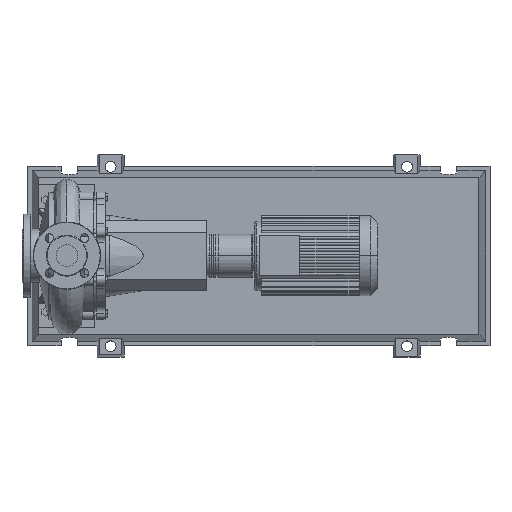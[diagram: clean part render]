
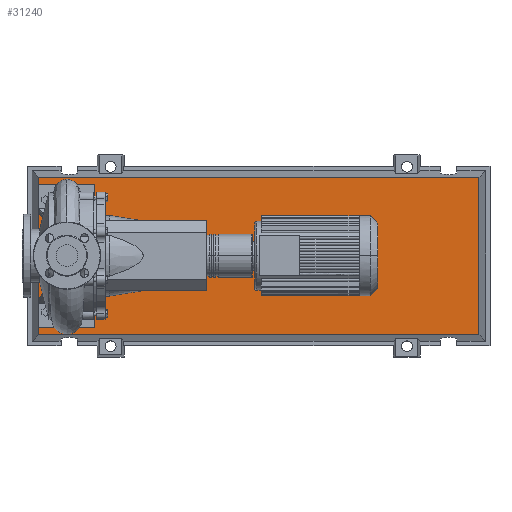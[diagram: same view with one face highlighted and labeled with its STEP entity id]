
A CAD part, top view. The second image highlights one B-rep face of the part: STEP entity #31240.
In plain terms, the highlighted planar face has unit normal (0, 0, 1).
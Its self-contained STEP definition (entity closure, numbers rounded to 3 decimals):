
#30921=CARTESIAN_POINT('',(917.971,-175.471,103.0));
#30922=VERTEX_POINT('',#30921);
#30929=CARTESIAN_POINT('',(-62.971,-175.471,103.0));
#30930=VERTEX_POINT('',#30929);
#30931=CARTESIAN_POINT('',(917.971,-175.471,103.0));
#30932=DIRECTION('',(-1.0,0.0,0.0));
#30933=VECTOR('',#30932,980.941);
#30934=LINE('',#30931,#30933);
#30935=EDGE_CURVE('',#30922,#30930,#30934,.T.);
#31153=CARTESIAN_POINT('',(917.971,175.471,103.0));
#31154=VERTEX_POINT('',#31153);
#31155=CARTESIAN_POINT('',(917.971,175.471,103.0));
#31156=DIRECTION('',(0.0,-1.0,0.0));
#31157=VECTOR('',#31156,350.941);
#31158=LINE('',#31155,#31157);
#31159=EDGE_CURVE('',#31154,#30922,#31158,.T.);
#31177=CARTESIAN_POINT('',(-62.971,175.471,103.0));
#31178=VERTEX_POINT('',#31177);
#31179=CARTESIAN_POINT('',(-62.971,-175.471,103.0));
#31180=DIRECTION('',(0.0,1.0,0.0));
#31181=VECTOR('',#31180,350.941);
#31182=LINE('',#31179,#31181);
#31183=EDGE_CURVE('',#30930,#31178,#31182,.T.);
#31216=CARTESIAN_POINT('',(-62.971,175.471,103.0));
#31217=DIRECTION('',(1.0,0.0,0.0));
#31218=VECTOR('',#31217,980.941);
#31219=LINE('',#31216,#31218);
#31220=EDGE_CURVE('',#31178,#31154,#31219,.T.);
#31229=CARTESIAN_POINT('',(427.5,0.,103.0));
#31230=DIRECTION('',(0.0,0.0,1.0));
#31231=DIRECTION('',(1.0,0.0,0.0));
#31232=AXIS2_PLACEMENT_3D('',#31229,#31230,#31231);
#31233=PLANE('',#31232);
#31234=ORIENTED_EDGE('',*,*,#31159,.F.);
#31235=ORIENTED_EDGE('',*,*,#31220,.F.);
#31236=ORIENTED_EDGE('',*,*,#31183,.F.);
#31237=ORIENTED_EDGE('',*,*,#30935,.F.);
#31238=EDGE_LOOP('',(#31234,#31235,#31236,#31237));
#31239=FACE_OUTER_BOUND('',#31238,.T.);
#31240=ADVANCED_FACE('',(#31239),#31233,.T.);
